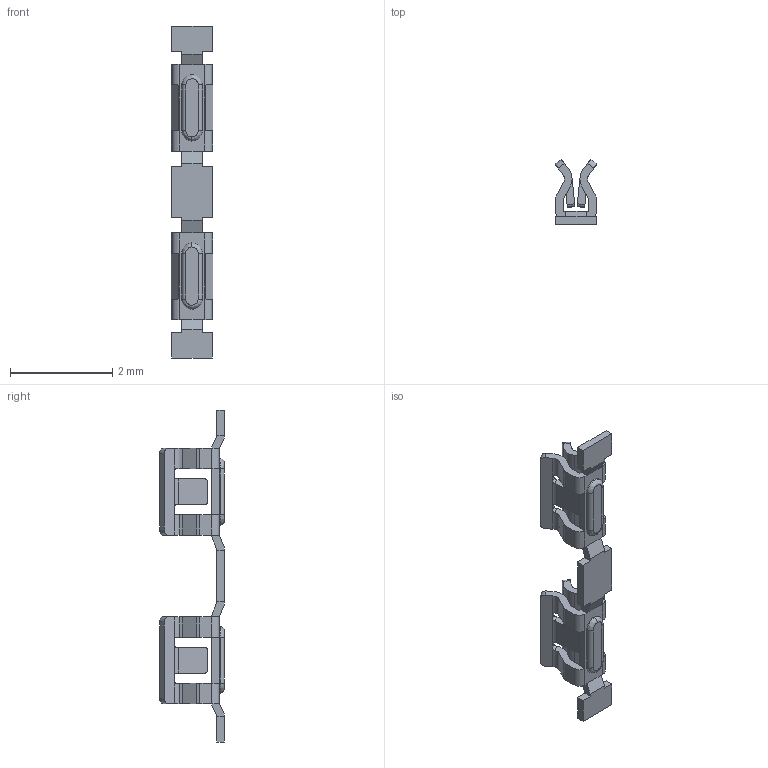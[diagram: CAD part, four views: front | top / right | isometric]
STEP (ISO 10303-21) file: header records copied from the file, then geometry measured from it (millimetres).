
FILE_DESCRIPTION (( 'STEP AP214' ), '1' );
FILE_NAME ('SC-6,50x0,80x1,27-TC-0,15.step', '2017-09-14T07:02:35', ( '' ), ( '' ), 'SwSTEP 2.0', 'SolidWorks 2017', '' );
FILE_SCHEMA (( 'AUTOMOTIVE_DESIGN' ));
Length unit declared in the file: millimetre
Products named in the file (1): SC-6,50x0,80x1,27-TC-0,15
Bounding box: 0.82 x 1.27 x 6.5 mm (x, y, z)
Volume: 1.5 mm3; surface area: 27.5 mm2
Topology: 1 solids, 1 shells, 246 faces, 722 edges, 474 vertices
Faces by surface type: plane 146, cylinder 94, bspline 6
Entity records: 8624 total; most frequent: CARTESIAN_POINT 1967, ORIENTED_EDGE 1444, DIRECTION 1352, EDGE_CURVE 722, VECTOR 490, LINE 490, VERTEX_POINT 474, AXIS2_PLACEMENT_3D 431
